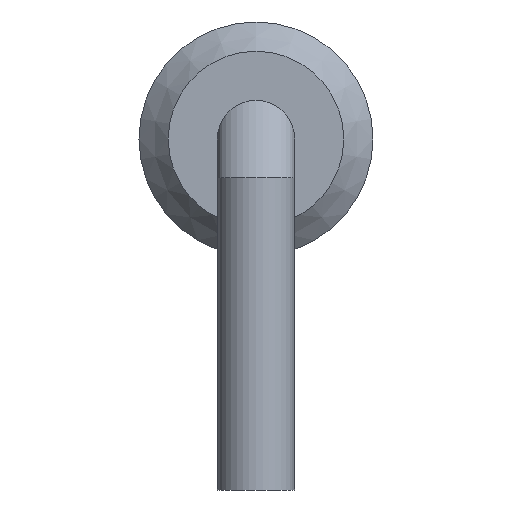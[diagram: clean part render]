
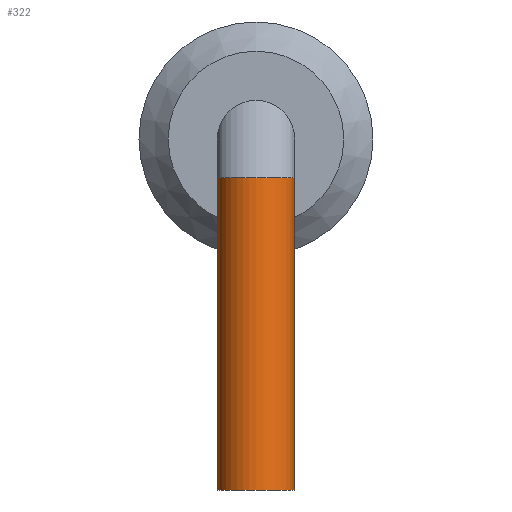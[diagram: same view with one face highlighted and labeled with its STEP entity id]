
A CAD part, left-side view. The second image highlights one B-rep face of the part: STEP entity #322.
In plain terms, the highlighted cylindrical face has radius 0.43 mm (diameter 0.86 mm), a full revolution.
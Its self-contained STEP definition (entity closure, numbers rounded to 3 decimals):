
#213 = VERTEX_POINT('',#214);
#214 = CARTESIAN_POINT('',(0.43,0.,0.87));
#254 = TOROIDAL_SURFACE('',#255,0.43,0.43);
#255 = AXIS2_PLACEMENT_3D('',#256,#257,#258);
#256 = CARTESIAN_POINT('',(0.43,0.,0.87));
#257 = DIRECTION('',(0.,-1.,0.));
#258 = DIRECTION('',(1.,0.,0.));
#297 = EDGE_CURVE('',#213,#213,#298,.T.);
#298 = SURFACE_CURVE('',#299,(#304,#311),.PCURVE_S1.);
#299 = CIRCLE('',#300,0.43);
#300 = AXIS2_PLACEMENT_3D('',#301,#302,#303);
#301 = CARTESIAN_POINT('',(0.,0.,0.87)
  );
#302 = DIRECTION('',(0.,0.,1.));
#303 = DIRECTION('',(-1.,0.,0.));
#304 = PCURVE('',#254,#305);
#305 = DEFINITIONAL_REPRESENTATION('',(#306),#310);
#306 = LINE('',#307,#308);
#307 = CARTESIAN_POINT('',(3.142,0.));
#308 = VECTOR('',#309,1.);
#309 = DIRECTION('',(0.,1.));
#310 = ( GEOMETRIC_REPRESENTATION_CONTEXT(2) 
PARAMETRIC_REPRESENTATION_CONTEXT() REPRESENTATION_CONTEXT('2D SPACE',''
  ) );
#311 = PCURVE('',#312,#317);
#312 = CYLINDRICAL_SURFACE('',#313,0.43);
#313 = AXIS2_PLACEMENT_3D('',#314,#315,#316);
#314 = CARTESIAN_POINT('',(0.,0.,0.87)
  );
#315 = DIRECTION('',(0.,0.,-1.));
#316 = DIRECTION('',(1.,0.,0.));
#317 = DEFINITIONAL_REPRESENTATION('',(#318),#321);
#318 = B_SPLINE_CURVE_WITH_KNOTS('',1,(#319,#320),.UNSPECIFIED.,.F.,.F.,
  (2,2),(3.142,9.425),.PIECEWISE_BEZIER_KNOTS.);
#319 = CARTESIAN_POINT('',(6.283,0.));
#320 = CARTESIAN_POINT('',(0.,0.));
#321 = ( GEOMETRIC_REPRESENTATION_CONTEXT(2) 
PARAMETRIC_REPRESENTATION_CONTEXT() REPRESENTATION_CONTEXT('2D SPACE',''
  ) );
#322 = ADVANCED_FACE('',(#323),#312,.T.);
#323 = FACE_BOUND('',#324,.T.);
#324 = EDGE_LOOP('',(#325,#347,#374,#375));
#325 = ORIENTED_EDGE('',*,*,#326,.T.);
#326 = EDGE_CURVE('',#213,#327,#329,.T.);
#327 = VERTEX_POINT('',#328);
#328 = CARTESIAN_POINT('',(0.43,0.,-2.6));
#329 = SEAM_CURVE('',#330,(#334,#340),.PCURVE_S1.);
#330 = LINE('',#331,#332);
#331 = CARTESIAN_POINT('',(0.43,0.,0.87));
#332 = VECTOR('',#333,1.);
#333 = DIRECTION('',(0.,0.,-1.));
#334 = PCURVE('',#312,#335);
#335 = DEFINITIONAL_REPRESENTATION('',(#336),#339);
#336 = B_SPLINE_CURVE_WITH_KNOTS('',1,(#337,#338),.UNSPECIFIED.,.F.,.F.,
  (2,2),(0.,3.47),.PIECEWISE_BEZIER_KNOTS.);
#337 = CARTESIAN_POINT('',(6.283,0.));
#338 = CARTESIAN_POINT('',(6.283,3.47));
#339 = ( GEOMETRIC_REPRESENTATION_CONTEXT(2) 
PARAMETRIC_REPRESENTATION_CONTEXT() REPRESENTATION_CONTEXT('2D SPACE',''
  ) );
#340 = PCURVE('',#312,#341);
#341 = DEFINITIONAL_REPRESENTATION('',(#342),#346);
#342 = LINE('',#343,#344);
#343 = CARTESIAN_POINT('',(0.,0.));
#344 = VECTOR('',#345,1.);
#345 = DIRECTION('',(0.,1.));
#346 = ( GEOMETRIC_REPRESENTATION_CONTEXT(2) 
PARAMETRIC_REPRESENTATION_CONTEXT() REPRESENTATION_CONTEXT('2D SPACE',''
  ) );
#347 = ORIENTED_EDGE('',*,*,#348,.F.);
#348 = EDGE_CURVE('',#327,#327,#349,.T.);
#349 = SURFACE_CURVE('',#350,(#355,#362),.PCURVE_S1.);
#350 = CIRCLE('',#351,0.43);
#351 = AXIS2_PLACEMENT_3D('',#352,#353,#354);
#352 = CARTESIAN_POINT('',(0.,0.,-2.6)
  );
#353 = DIRECTION('',(0.,0.,-1.));
#354 = DIRECTION('',(1.,0.,0.));
#355 = PCURVE('',#312,#356);
#356 = DEFINITIONAL_REPRESENTATION('',(#357),#361);
#357 = LINE('',#358,#359);
#358 = CARTESIAN_POINT('',(0.,3.47));
#359 = VECTOR('',#360,1.);
#360 = DIRECTION('',(1.,0.));
#361 = ( GEOMETRIC_REPRESENTATION_CONTEXT(2) 
PARAMETRIC_REPRESENTATION_CONTEXT() REPRESENTATION_CONTEXT('2D SPACE',''
  ) );
#362 = PCURVE('',#363,#368);
#363 = PLANE('',#364);
#364 = AXIS2_PLACEMENT_3D('',#365,#366,#367);
#365 = CARTESIAN_POINT('',(0.,0.,-2.6)
  );
#366 = DIRECTION('',(0.,0.,-1.));
#367 = DIRECTION('',(0.,-1.,0.));
#368 = DEFINITIONAL_REPRESENTATION('',(#369),#373);
#369 = CIRCLE('',#370,0.43);
#370 = AXIS2_PLACEMENT_2D('',#371,#372);
#371 = CARTESIAN_POINT('',(0.,0.));
#372 = DIRECTION('',(0.,-1.));
#373 = ( GEOMETRIC_REPRESENTATION_CONTEXT(2) 
PARAMETRIC_REPRESENTATION_CONTEXT() REPRESENTATION_CONTEXT('2D SPACE',''
  ) );
#374 = ORIENTED_EDGE('',*,*,#326,.F.);
#375 = ORIENTED_EDGE('',*,*,#297,.F.);
